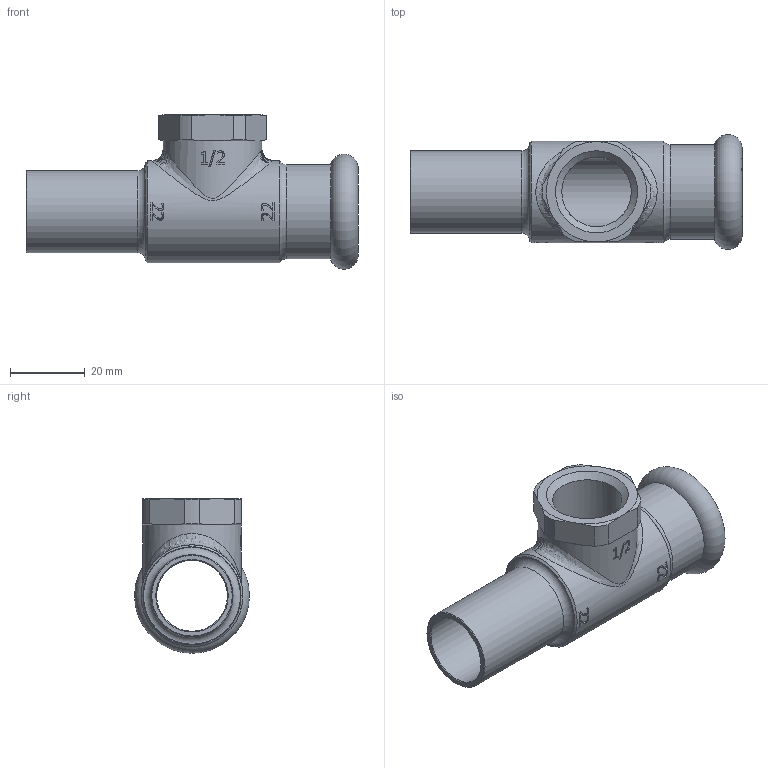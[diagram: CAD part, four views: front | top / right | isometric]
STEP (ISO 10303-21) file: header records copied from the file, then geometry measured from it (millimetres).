
FILE_DESCRIPTION(/* description */ (''),/* implementation_level */ '2;1');
FILE_NAME(/* name */ '189102022MF_Inoxpres.stp',/* time_stamp */ '2022-11-07T14:56:29+01:00',/* author */ ('Vault'),/* organization */ ('Raccorderie metalliche s.p.a. '),/* preprocessor_version */ 'ST-DEVELOPER v18.1',/* originating_system */ 'Autodesk Inventor 2020',/* authorisation */ 'Raccorderie metalliche s.p.a. ');
FILE_SCHEMA (('AUTOMOTIVE_DESIGN { 1 0 10303 214 3 1 1 }'));
Length unit declared in the file: millimetre
Products named in the file (1): 189102022MF_Inoxpres
Bounding box: 89 x 30.81 x 41.4 mm (x, y, z)
Volume: 20930.2 mm3; surface area: 15089.4 mm2
Topology: 1 solids, 1 shells, 159 faces, 439 edges, 292 vertices
Faces by surface type: bspline 60, plane 53, cylinder 22, cone 17, torus 7
Full cylindrical faces by diameter (mm): 18.631 x1, 19 x1, 22 x1, 22.3 x1, 22.9 x2, 25.3 x1, 26.5 x1, 27.3 x1
Entity records: 20738 total; most frequent: CARTESIAN_POINT 17096, ORIENTED_EDGE 882, DIRECTION 546, EDGE_CURVE 441, VERTEX_POINT 294, AXIS2_PLACEMENT_3D 193, EDGE_LOOP 173, B_SPLINE_CURVE_WITH_KNOTS 164
